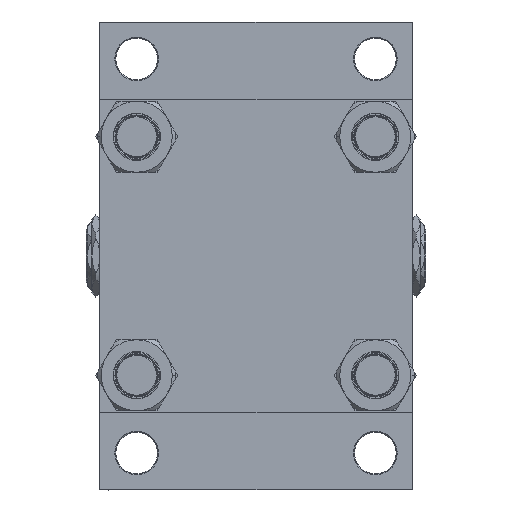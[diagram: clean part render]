
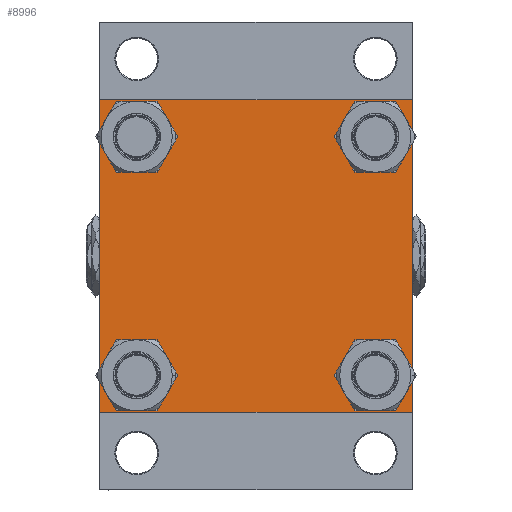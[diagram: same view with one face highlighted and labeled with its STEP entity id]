
A CAD part, left-side view. The second image highlights one B-rep face of the part: STEP entity #8996.
In plain terms, the highlighted planar face has unit normal (-1, 0, 0).
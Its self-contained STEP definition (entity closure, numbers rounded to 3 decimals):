
#1343 = EDGE_LOOP ( 'NONE', ( #36239, #3263 ) ) ;
#1655 = LINE ( 'NONE', #47017, #19084 ) ;
#1748 = AXIS2_PLACEMENT_3D ( 'NONE', #19791, #31116, #11484 ) ;
#2670 = AXIS2_PLACEMENT_3D ( 'NONE', #23313, #44104, #21199 ) ;
#3263 = ORIENTED_EDGE ( 'NONE', *, *, #46636, .T. ) ;
#3473 = LINE ( 'NONE', #33963, #16803 ) ;
#3595 = DIRECTION ( 'NONE',  ( 1., 0., 0. ) ) ;
#3661 = AXIS2_PLACEMENT_3D ( 'NONE', #22468, #11618, #6848 ) ;
#4177 = DIRECTION ( 'NONE',  ( 1., 0., 0. ) ) ;
#4200 = DIRECTION ( 'NONE',  ( 0., 0.707, 0.707 ) ) ;
#4997 = DIRECTION ( 'NONE',  ( 0., 0., 1. ) ) ;
#5278 = CIRCLE ( 'NONE', #3661, 11.5 ) ;
#5424 = ORIENTED_EDGE ( 'NONE', *, *, #15281, .T. ) ;
#5794 = ORIENTED_EDGE ( 'NONE', *, *, #42500, .T. ) ;
#6263 = FACE_OUTER_BOUND ( 'NONE', #35345, .T. ) ;
#6848 = DIRECTION ( 'NONE',  ( 0., 0., 1. ) ) ;
#7196 = DIRECTION ( 'NONE',  ( 0., -1., 0. ) ) ;
#7279 = VERTEX_POINT ( 'NONE', #26095 ) ;
#7980 = LINE ( 'NONE', #23359, #9947 ) ;
#8879 = CIRCLE ( 'NONE', #44246, 11.5 ) ;
#8915 = VECTOR ( 'NONE', #16226, 1000. ) ;
#8996 = ADVANCED_FACE ( 'NONE', ( #29438, #25411, #40777, #10288, #6263 ), #21639, .T. ) ;
#9176 = CARTESIAN_POINT ( 'NONE',  ( 0., -82., 82.5 ) ) ;
#9447 = EDGE_CURVE ( 'NONE', #11892, #28894, #45321, .T. ) ;
#9947 = VECTOR ( 'NONE', #4200, 1000. ) ;
#10246 = CARTESIAN_POINT ( 'NONE',  ( 0., 62.95, 51.45 ) ) ;
#10288 = FACE_BOUND ( 'NONE', #1343, .T. ) ;
#11154 = DIRECTION ( 'NONE',  ( 0., 0., -1. ) ) ;
#11255 = CARTESIAN_POINT ( 'NONE',  ( 0., -62.95, 62.95 ) ) ;
#11484 = DIRECTION ( 'NONE',  ( 0., 0., 1. ) ) ;
#11618 = DIRECTION ( 'NONE',  ( 1., 0., 0. ) ) ;
#11625 = EDGE_LOOP ( 'NONE', ( #26236, #23745 ) ) ;
#11892 = VERTEX_POINT ( 'NONE', #37534 ) ;
#12506 = DIRECTION ( 'NONE',  ( 0., 0.707, -0.707 ) ) ;
#13049 = VERTEX_POINT ( 'NONE', #28848 ) ;
#13526 = VERTEX_POINT ( 'NONE', #34837 ) ;
#14001 = CARTESIAN_POINT ( 'NONE',  ( 0., 62.95, -74.45 ) ) ;
#14415 = ORIENTED_EDGE ( 'NONE', *, *, #45697, .F. ) ;
#14865 = CARTESIAN_POINT ( 'NONE',  ( 0., -82., -82.5 ) ) ;
#14890 = VECTOR ( 'NONE', #25481, 1000. ) ;
#14956 = VECTOR ( 'NONE', #11154, 1000. ) ;
#15244 = CARTESIAN_POINT ( 'NONE',  ( 0., 82.5, -82.5 ) ) ;
#15259 = VERTEX_POINT ( 'NONE', #45259 ) ;
#15281 = EDGE_CURVE ( 'NONE', #7279, #45324, #27832, .T. ) ;
#15736 = LINE ( 'NONE', #15244, #43741 ) ;
#16084 = CARTESIAN_POINT ( 'NONE',  ( 0., 62.95, -51.45 ) ) ;
#16226 = DIRECTION ( 'NONE',  ( 0., -1., 0. ) ) ;
#16422 = VERTEX_POINT ( 'NONE', #14865 ) ;
#16560 = EDGE_CURVE ( 'NONE', #45324, #7279, #43148, .T. ) ;
#16803 = VECTOR ( 'NONE', #37748, 1000. ) ;
#17079 = CARTESIAN_POINT ( 'NONE',  ( 0., -62.95, -51.45 ) ) ;
#17870 = EDGE_CURVE ( 'NONE', #15259, #13049, #1655, .T. ) ;
#17974 = VERTEX_POINT ( 'NONE', #14001 ) ;
#18797 = AXIS2_PLACEMENT_3D ( 'NONE', #37003, #44796, #37504 ) ;
#19084 = VECTOR ( 'NONE', #12506, 1000. ) ;
#19517 = EDGE_LOOP ( 'NONE', ( #32166, #20110 ) ) ;
#19650 = CARTESIAN_POINT ( 'NONE',  ( 0., 62.95, 74.45 ) ) ;
#19791 = CARTESIAN_POINT ( 'NONE',  ( 0., 62.95, -62.95 ) ) ;
#20110 = ORIENTED_EDGE ( 'NONE', *, *, #33641, .T. ) ;
#20243 = DIRECTION ( 'NONE',  ( 1., 0., 0. ) ) ;
#20558 = VERTEX_POINT ( 'NONE', #9176 ) ;
#21145 = VERTEX_POINT ( 'NONE', #38316 ) ;
#21199 = DIRECTION ( 'NONE',  ( 0., 0., 1. ) ) ;
#21613 = DIRECTION ( 'NONE',  ( 1., 0., 0. ) ) ;
#21639 = PLANE ( 'NONE',  #18797 ) ;
#22433 = VERTEX_POINT ( 'NONE', #19650 ) ;
#22468 = CARTESIAN_POINT ( 'NONE',  ( 0., 62.95, -62.95 ) ) ;
#22495 = LINE ( 'NONE', #45657, #14956 ) ;
#23237 = ORIENTED_EDGE ( 'NONE', *, *, #38924, .T. ) ;
#23313 = CARTESIAN_POINT ( 'NONE',  ( 0., -62.95, -62.95 ) ) ;
#23359 = CARTESIAN_POINT ( 'NONE',  ( 0., -82.25, 82.25 ) ) ;
#23501 = ORIENTED_EDGE ( 'NONE', *, *, #31298, .F. ) ;
#23508 = EDGE_CURVE ( 'NONE', #21145, #13526, #3473, .T. ) ;
#23745 = ORIENTED_EDGE ( 'NONE', *, *, #9447, .T. ) ;
#24159 = DIRECTION ( 'NONE',  ( 1., 0., 0. ) ) ;
#24275 = CARTESIAN_POINT ( 'NONE',  ( 0., -82.5, 82. ) ) ;
#24656 = VERTEX_POINT ( 'NONE', #47394 ) ;
#24841 = DIRECTION ( 'NONE',  ( 0., 0., 1. ) ) ;
#25331 = CARTESIAN_POINT ( 'NONE',  ( 0., 62.95, 62.95 ) ) ;
#25411 = FACE_BOUND ( 'NONE', #11625, .T. ) ;
#25481 = DIRECTION ( 'NONE',  ( 0., 0., -1. ) ) ;
#26095 = CARTESIAN_POINT ( 'NONE',  ( 0., -62.95, 51.45 ) ) ;
#26236 = ORIENTED_EDGE ( 'NONE', *, *, #48361, .T. ) ;
#26382 = CARTESIAN_POINT ( 'NONE',  ( 0., 62.95, 62.95 ) ) ;
#26683 = CIRCLE ( 'NONE', #1748, 11.5 ) ;
#26959 = ORIENTED_EDGE ( 'NONE', *, *, #16560, .T. ) ;
#27024 = AXIS2_PLACEMENT_3D ( 'NONE', #25331, #3595, #24841 ) ;
#27832 = CIRCLE ( 'NONE', #44735, 11.5 ) ;
#27908 = EDGE_LOOP ( 'NONE', ( #26959, #5424 ) ) ;
#27960 = CIRCLE ( 'NONE', #36855, 11.5 ) ;
#28659 = AXIS2_PLACEMENT_3D ( 'NONE', #43287, #24159, #4997 ) ;
#28848 = CARTESIAN_POINT ( 'NONE',  ( 0., 82.5, 82. ) ) ;
#28894 = VERTEX_POINT ( 'NONE', #17079 ) ;
#28987 = ORIENTED_EDGE ( 'NONE', *, *, #23508, .T. ) ;
#29438 = FACE_BOUND ( 'NONE', #27908, .T. ) ;
#29962 = DIRECTION ( 'NONE',  ( 0., -0.707, 0.707 ) ) ;
#29997 = EDGE_CURVE ( 'NONE', #22433, #41602, #8879, .T. ) ;
#30880 = DIRECTION ( 'NONE',  ( 0., 0., 1. ) ) ;
#31116 = DIRECTION ( 'NONE',  ( 1., 0., 0. ) ) ;
#31298 = EDGE_CURVE ( 'NONE', #15259, #20558, #35621, .T. ) ;
#31793 = ORIENTED_EDGE ( 'NONE', *, *, #37753, .T. ) ;
#32166 = ORIENTED_EDGE ( 'NONE', *, *, #41411, .T. ) ;
#33078 = ORIENTED_EDGE ( 'NONE', *, *, #40362, .T. ) ;
#33641 = EDGE_CURVE ( 'NONE', #17974, #43658, #26683, .T. ) ;
#33963 = CARTESIAN_POINT ( 'NONE',  ( 0., 82.25, -82.25 ) ) ;
#33995 = LINE ( 'NONE', #49831, #40596 ) ;
#34837 = CARTESIAN_POINT ( 'NONE',  ( 0., 82., -82.5 ) ) ;
#35345 = EDGE_LOOP ( 'NONE', ( #33078, #28987, #23237, #5794, #14415, #31793, #23501, #44300 ) ) ;
#35599 = DIRECTION ( 'NONE',  ( 0., 0., 1. ) ) ;
#35621 = LINE ( 'NONE', #47436, #8915 ) ;
#36239 = ORIENTED_EDGE ( 'NONE', *, *, #29997, .T. ) ;
#36669 = CARTESIAN_POINT ( 'NONE',  ( 0., -62.95, 74.45 ) ) ;
#36855 = AXIS2_PLACEMENT_3D ( 'NONE', #43398, #20243, #35599 ) ;
#37003 = CARTESIAN_POINT ( 'NONE',  ( 0., 0., 0. ) ) ;
#37504 = DIRECTION ( 'NONE',  ( 0., 0., 1. ) ) ;
#37534 = CARTESIAN_POINT ( 'NONE',  ( 0., -62.95, -74.45 ) ) ;
#37748 = DIRECTION ( 'NONE',  ( 0., -0.707, -0.707 ) ) ;
#37753 = EDGE_CURVE ( 'NONE', #44545, #20558, #7980, .T. ) ;
#38316 = CARTESIAN_POINT ( 'NONE',  ( 0., 82.5, -82. ) ) ;
#38924 = EDGE_CURVE ( 'NONE', #13526, #16422, #15736, .T. ) ;
#40353 = CARTESIAN_POINT ( 'NONE',  ( 0., 82.5, 82.5 ) ) ;
#40362 = EDGE_CURVE ( 'NONE', #13049, #21145, #43131, .T. ) ;
#40596 = VECTOR ( 'NONE', #29962, 1000. ) ;
#40777 = FACE_BOUND ( 'NONE', #19517, .T. ) ;
#41411 = EDGE_CURVE ( 'NONE', #43658, #17974, #5278, .T. ) ;
#41602 = VERTEX_POINT ( 'NONE', #10246 ) ;
#42500 = EDGE_CURVE ( 'NONE', #16422, #24656, #33995, .T. ) ;
#43131 = LINE ( 'NONE', #40353, #14890 ) ;
#43148 = CIRCLE ( 'NONE', #28659, 11.5 ) ;
#43287 = CARTESIAN_POINT ( 'NONE',  ( 0., -62.95, 62.95 ) ) ;
#43398 = CARTESIAN_POINT ( 'NONE',  ( 0., -62.95, -62.95 ) ) ;
#43658 = VERTEX_POINT ( 'NONE', #16084 ) ;
#43741 = VECTOR ( 'NONE', #7196, 1000. ) ;
#44104 = DIRECTION ( 'NONE',  ( 1., 0., 0. ) ) ;
#44246 = AXIS2_PLACEMENT_3D ( 'NONE', #26382, #21613, #44511 ) ;
#44300 = ORIENTED_EDGE ( 'NONE', *, *, #17870, .T. ) ;
#44511 = DIRECTION ( 'NONE',  ( 0., 0., 1. ) ) ;
#44545 = VERTEX_POINT ( 'NONE', #24275 ) ;
#44735 = AXIS2_PLACEMENT_3D ( 'NONE', #11255, #4177, #30880 ) ;
#44747 = CIRCLE ( 'NONE', #27024, 11.5 ) ;
#44796 = DIRECTION ( 'NONE',  ( -1., 0., 0. ) ) ;
#45259 = CARTESIAN_POINT ( 'NONE',  ( 0., 82., 82.5 ) ) ;
#45321 = CIRCLE ( 'NONE', #2670, 11.5 ) ;
#45324 = VERTEX_POINT ( 'NONE', #36669 ) ;
#45657 = CARTESIAN_POINT ( 'NONE',  ( 0., -82.5, 82.5 ) ) ;
#45697 = EDGE_CURVE ( 'NONE', #44545, #24656, #22495, .T. ) ;
#46636 = EDGE_CURVE ( 'NONE', #41602, #22433, #44747, .T. ) ;
#47017 = CARTESIAN_POINT ( 'NONE',  ( 0., 82.25, 82.25 ) ) ;
#47394 = CARTESIAN_POINT ( 'NONE',  ( 0., -82.5, -82. ) ) ;
#47436 = CARTESIAN_POINT ( 'NONE',  ( 0., 82.5, 82.5 ) ) ;
#48361 = EDGE_CURVE ( 'NONE', #28894, #11892, #27960, .T. ) ;
#49831 = CARTESIAN_POINT ( 'NONE',  ( 0., -82.25, -82.25 ) ) ;
